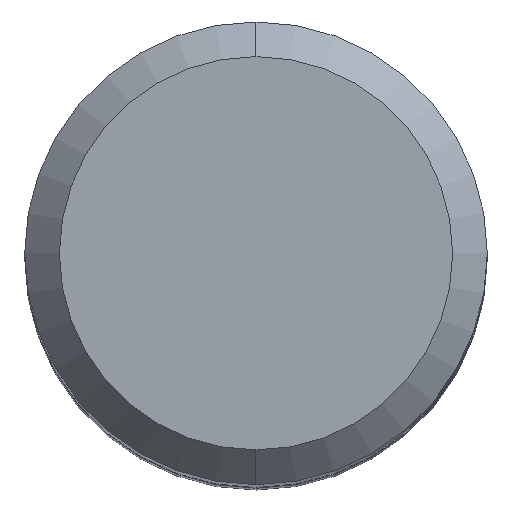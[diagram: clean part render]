
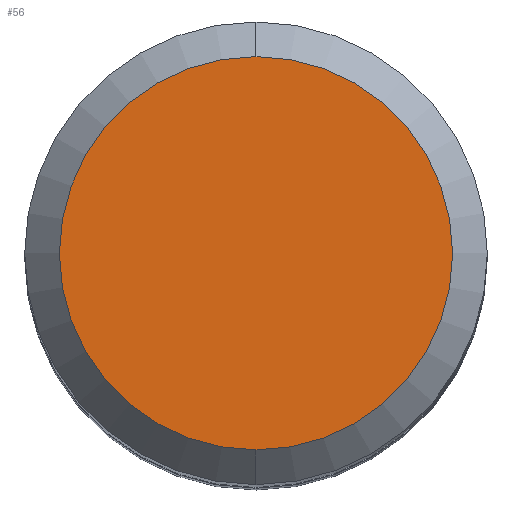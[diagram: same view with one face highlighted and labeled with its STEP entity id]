
A CAD part, top view. The second image highlights one B-rep face of the part: STEP entity #56.
In plain terms, the highlighted planar face has unit normal (0, 0, 1).
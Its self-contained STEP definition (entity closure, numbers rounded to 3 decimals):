
#56=ADVANCED_FACE('',(#122),#123,.T.);
#122=FACE_OUTER_BOUND('',#201,.T.);
#123=PLANE('',#202);
#201=EDGE_LOOP('',(#279,#280));
#202=AXIS2_PLACEMENT_3D('',#281,#282,#283);
#279=ORIENTED_EDGE('',*,*,#406,.F.);
#280=ORIENTED_EDGE('',*,*,#409,.F.);
#281=CARTESIAN_POINT('',(0.,3.4,50.0));
#282=DIRECTION('',(0.,0.0,1.0));
#283=DIRECTION('',(0.0,-1.0,0.0));
#406=EDGE_CURVE('',#476,#478,#479,.T.);
#409=EDGE_CURVE('',#478,#476,#482,.T.);
#476=VERTEX_POINT('',#551);
#478=VERTEX_POINT('',#554);
#479=CIRCLE('',#555,6.8);
#482=CIRCLE('',#559,6.8);
#551=CARTESIAN_POINT('',(0.,6.8,50.0));
#554=CARTESIAN_POINT('',(0.,-6.8,50.0));
#555=AXIS2_PLACEMENT_3D('',#616,#617,#618);
#559=AXIS2_PLACEMENT_3D('',#620,#621,#622);
#616=CARTESIAN_POINT('',(0.,0.0,50.0));
#617=DIRECTION('',(0.,0.0,-1.0));
#618=DIRECTION('',(0.0,1.0,0.0));
#620=CARTESIAN_POINT('',(0.,0.0,50.0));
#621=DIRECTION('',(0.,0.0,-1.0));
#622=DIRECTION('',(0.0,1.0,0.0));
